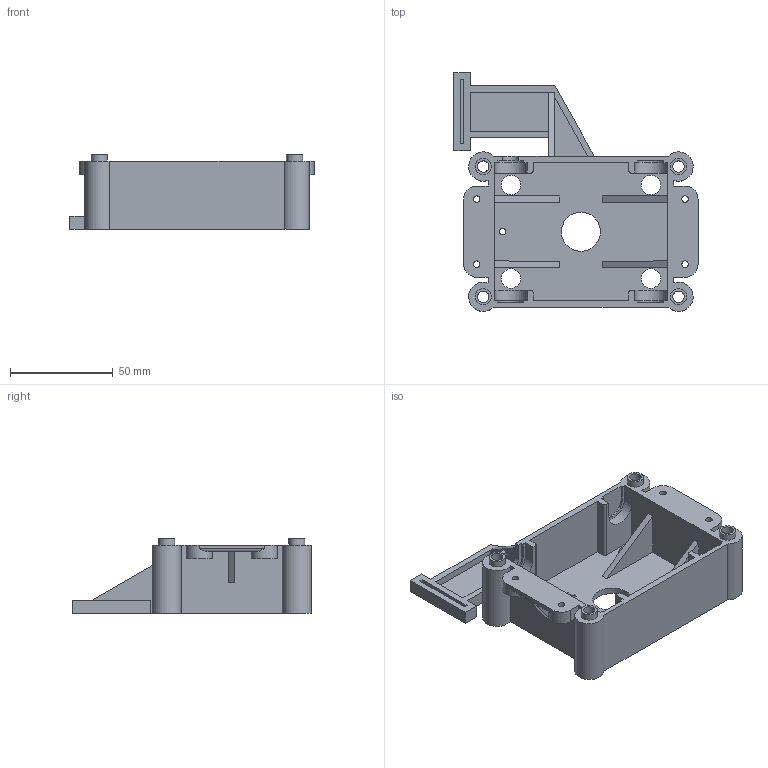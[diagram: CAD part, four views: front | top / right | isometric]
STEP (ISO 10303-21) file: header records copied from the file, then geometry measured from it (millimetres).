
FILE_DESCRIPTION(/* description */ (''),/* implementation_level */ '2;1');
FILE_NAME(/* name */ '039423-01 MH Roller Assembly Bottom.step',/* time_stamp */ '2024-06-06T16:33:04-05:00',/* author */ (''),/* organization */ (''),/* preprocessor_version */ 'ST-DEVELOPER v20',/* originating_system */ 'Autodesk Translation Framework v13.14.0.145',/* authorisation */ '');
FILE_SCHEMA (('AUTOMOTIVE_DESIGN { 1 0 10303 214 3 1 1 }'));
Length unit declared in the file: inch
Products named in the file (1): 039423-01 MH Roller Assembly Bottom
Bounding box: 119.06 x 116.44 x 36.51 mm (x, y, z)
Volume: 85714.9 mm3; surface area: 50853.6 mm2
Topology: 1 solids, 1 shells, 163 faces, 455 edges, 303 vertices
Faces by surface type: plane 122, cylinder 41
Full cylindrical faces by diameter (mm): 3.175 x5, 5.556 x4, 7.938 x4, 9.525 x4, 19.05 x1
Entity records: 5306 total; most frequent: CARTESIAN_POINT 942, ORIENTED_EDGE 910, DIRECTION 861, EDGE_CURVE 455, LINE 369, VECTOR 369, VERTEX_POINT 303, AXIS2_PLACEMENT_3D 246
